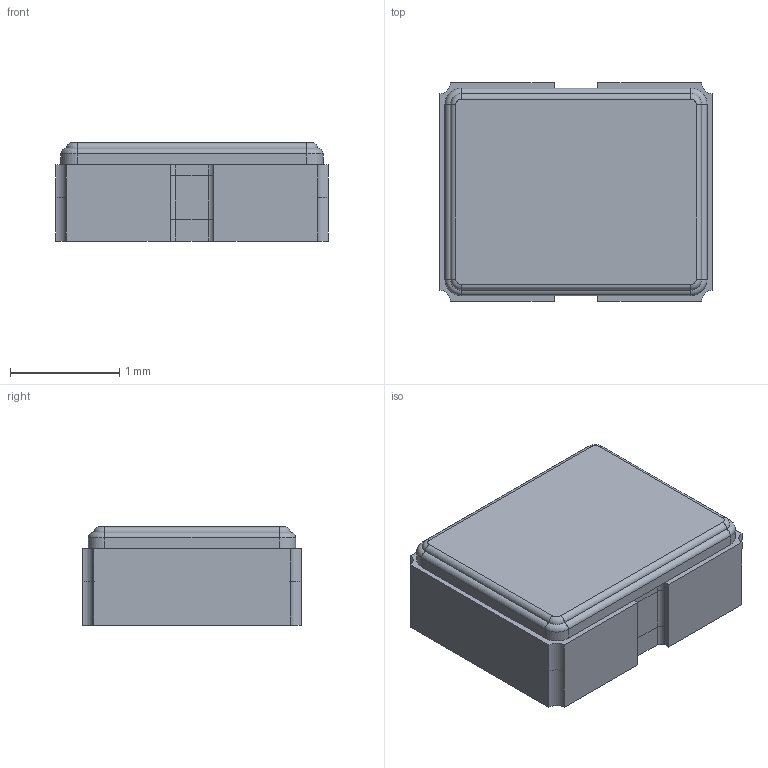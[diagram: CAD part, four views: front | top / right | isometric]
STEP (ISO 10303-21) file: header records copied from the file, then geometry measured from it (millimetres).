
FILE_DESCRIPTION(('STEP AP242'),'1');
FILE_NAME('Oscillator ECS-2520MV.stp','2023-04-10T17:49:51',(' '),(' '),'Spatial InterOp 3D',' ',' ');
FILE_SCHEMA(('AP242_MANAGED_MODEL_BASED_3D_ENGINEERING_MIM_LF {1 0 10303 442 1 1 4}'));
Length unit declared in the file: metre
Products named in the file (11): ECS-2520MV-080-CN-TR; Component1; Component2; Component3; Component4; Component5; Component6; Component7; Component8; Component9; Oscillator ECS-2520MV
Assembly tree (10 placements, depth 3):
  Oscillator ECS-2520MV
    ECS-2520MV-080-CN-TR
      Component1
      Component2
      Component3
      Component4
      Component5
      Component6
      Component7
      Component8
      Component9
Bounding box: 2.5 x 2 x 0.9 mm (x, y, z)
Volume: 4.3 mm3; surface area: 47.5 mm2
Topology: 9 solids, 9 shells, 156 faces, 390 edges, 252 vertices
Faces by surface type: plane 108, cylinder 40, torus 8
Entity records: 6175 total; most frequent: DIRECTION 818, CARTESIAN_POINT 810, ORIENTED_EDGE 780, EDGE_CURVE 390, LINE 298, VECTOR 298, AXIS2_PLACEMENT_3D 260, VERTEX_POINT 252
